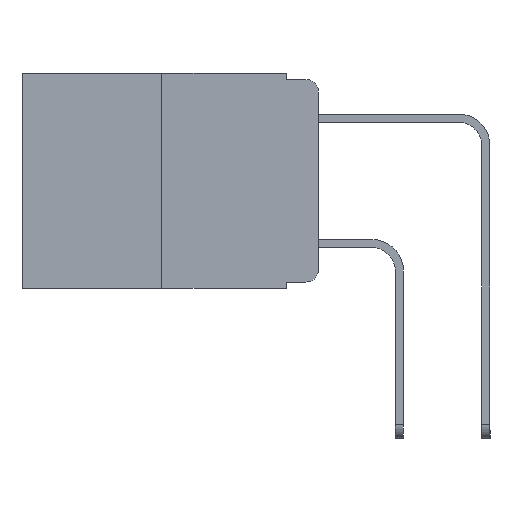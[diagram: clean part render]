
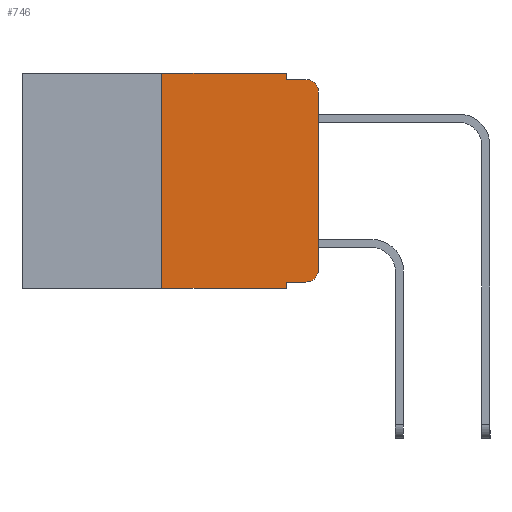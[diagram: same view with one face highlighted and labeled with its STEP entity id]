
A CAD part, left-side view. The second image highlights one B-rep face of the part: STEP entity #746.
In plain terms, the highlighted planar face has unit normal (-1, 0, 0).
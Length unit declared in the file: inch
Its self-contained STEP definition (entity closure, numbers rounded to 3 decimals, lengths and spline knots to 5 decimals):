
#2 = LINE ( 'NONE', #4063, #17200 ) ;
#215 = CARTESIAN_POINT ( 'NONE',  ( 0., 0., -0.03 ) ) ;
#596 = DIRECTION ( 'NONE',  ( 0., -1., 0. ) ) ;
#746 = ADVANCED_FACE ( 'NONE', ( #1744 ), #5713, .F. ) ;
#790 = DIRECTION ( 'NONE',  ( 0., -1., 0. ) ) ;
#851 = EDGE_CURVE ( 'NONE', #17979, #16356, #12760, .T. ) ;
#880 = VECTOR ( 'NONE', #596, 39.37008 ) ;
#912 = CARTESIAN_POINT ( 'NONE',  ( 0., 0.25, 0. ) ) ;
#1099 = VECTOR ( 'NONE', #11711, 39.37008 ) ;
#1278 = CARTESIAN_POINT ( 'NONE',  ( 0., 0.473, -0.343 ) ) ;
#1619 = LINE ( 'NONE', #20119, #11368 ) ;
#1643 = VERTEX_POINT ( 'NONE', #215 ) ;
#1744 = FACE_OUTER_BOUND ( 'NONE', #3336, .T. ) ;
#1777 = VECTOR ( 'NONE', #16408, 39.37008 ) ;
#1787 = EDGE_CURVE ( 'NONE', #13901, #5818, #13533, .T. ) ;
#2065 = EDGE_CURVE ( 'NONE', #17743, #17979, #2, .T. ) ;
#2168 = CARTESIAN_POINT ( 'NONE',  ( 0., 0.051, 0. ) ) ;
#2246 = DIRECTION ( 'NONE',  ( 0., 0., -1. ) ) ;
#2935 = VERTEX_POINT ( 'NONE', #17670 ) ;
#2956 = DIRECTION ( 'NONE',  ( -1., 0., 0. ) ) ;
#3074 = CARTESIAN_POINT ( 'NONE',  ( 0., 0.25, -0.343 ) ) ;
#3184 = AXIS2_PLACEMENT_3D ( 'NONE', #12986, #6629, #14999 ) ;
#3336 = EDGE_LOOP ( 'NONE', ( #8937, #12042, #12154, #12683, #13154, #13543, #13568, #14763, #14950, #15738 ) ) ;
#4063 = CARTESIAN_POINT ( 'NONE',  ( 0., 0.051, -0.333 ) ) ;
#5010 = CARTESIAN_POINT ( 'NONE',  ( 0., 0.02, -0.333 ) ) ;
#5713 = PLANE ( 'NONE',  #3184 ) ;
#5818 = VERTEX_POINT ( 'NONE', #9115 ) ;
#6107 = CARTESIAN_POINT ( 'NONE',  ( 0., 0.02, -0.03 ) ) ;
#6361 = LINE ( 'NONE', #13016, #1777 ) ;
#6499 = DIRECTION ( 'NONE',  ( 0., 0., -1. ) ) ;
#6629 = DIRECTION ( 'NONE',  ( 1., 0., 0. ) ) ;
#6665 = EDGE_CURVE ( 'NONE', #17743, #10772, #6361, .T. ) ;
#7834 = EDGE_CURVE ( 'NONE', #18729, #13901, #18290, .T. ) ;
#7840 = DIRECTION ( 'NONE',  ( 0., 0., -1. ) ) ;
#7886 = DIRECTION ( 'NONE',  ( 0., 0., 1. ) ) ;
#8798 = AXIS2_PLACEMENT_3D ( 'NONE', #6107, #17986, #7840 ) ;
#8817 = CARTESIAN_POINT ( 'NONE',  ( 0., 0., 0. ) ) ;
#8937 = ORIENTED_EDGE ( 'NONE', *, *, #14682, .T. ) ;
#9115 = CARTESIAN_POINT ( 'NONE',  ( 0., 0.051, 0. ) ) ;
#10079 = DIRECTION ( 'NONE',  ( 0., -1., 0. ) ) ;
#10095 = AXIS2_PLACEMENT_3D ( 'NONE', #14336, #2956, #6499 ) ;
#10151 = EDGE_CURVE ( 'NONE', #5818, #16357, #12705, .T. ) ;
#10469 = EDGE_CURVE ( 'NONE', #18729, #10772, #19759, .T. ) ;
#10507 = CIRCLE ( 'NONE', #8798, 0.02 ) ;
#10576 = DIRECTION ( 'NONE',  ( 0., 0., 1. ) ) ;
#10583 = CARTESIAN_POINT ( 'NONE',  ( 0., 0.473, 0. ) ) ;
#10772 = VERTEX_POINT ( 'NONE', #16105 ) ;
#11329 = EDGE_CURVE ( 'NONE', #16357, #2935, #1619, .T. ) ;
#11368 = VECTOR ( 'NONE', #10079, 39.37008 ) ;
#11711 = DIRECTION ( 'NONE',  ( 0., -1., 0. ) ) ;
#12042 = ORIENTED_EDGE ( 'NONE', *, *, #12424, .T. ) ;
#12154 = ORIENTED_EDGE ( 'NONE', *, *, #11329, .F. ) ;
#12424 = EDGE_CURVE ( 'NONE', #1643, #2935, #10507, .T. ) ;
#12683 = ORIENTED_EDGE ( 'NONE', *, *, #10151, .F. ) ;
#12705 = LINE ( 'NONE', #2168, #16131 ) ;
#12760 = CIRCLE ( 'NONE', #10095, 0.02 ) ;
#12986 = CARTESIAN_POINT ( 'NONE',  ( 0., 0.473, 0. ) ) ;
#13016 = CARTESIAN_POINT ( 'NONE',  ( 0., 0.051, 0. ) ) ;
#13154 = ORIENTED_EDGE ( 'NONE', *, *, #1787, .F. ) ;
#13533 = LINE ( 'NONE', #10583, #880 ) ;
#13543 = ORIENTED_EDGE ( 'NONE', *, *, #7834, .F. ) ;
#13568 = ORIENTED_EDGE ( 'NONE', *, *, #10469, .T. ) ;
#13835 = VECTOR ( 'NONE', #7886, 39.37008 ) ;
#13901 = VERTEX_POINT ( 'NONE', #18269 ) ;
#14336 = CARTESIAN_POINT ( 'NONE',  ( 0., 0.02, -0.313 ) ) ;
#14682 = EDGE_CURVE ( 'NONE', #16356, #1643, #19622, .T. ) ;
#14763 = ORIENTED_EDGE ( 'NONE', *, *, #6665, .F. ) ;
#14950 = ORIENTED_EDGE ( 'NONE', *, *, #2065, .T. ) ;
#14999 = DIRECTION ( 'NONE',  ( 0., 0., -1. ) ) ;
#15738 = ORIENTED_EDGE ( 'NONE', *, *, #851, .T. ) ;
#16105 = CARTESIAN_POINT ( 'NONE',  ( 0., 0.051, -0.343 ) ) ;
#16131 = VECTOR ( 'NONE', #2246, 39.37008 ) ;
#16356 = VERTEX_POINT ( 'NONE', #17512 ) ;
#16357 = VERTEX_POINT ( 'NONE', #17587 ) ;
#16408 = DIRECTION ( 'NONE',  ( 0., 0., -1. ) ) ;
#17200 = VECTOR ( 'NONE', #790, 39.37008 ) ;
#17512 = CARTESIAN_POINT ( 'NONE',  ( 0., 0., -0.313 ) ) ;
#17587 = CARTESIAN_POINT ( 'NONE',  ( 0., 0.051, -0.01 ) ) ;
#17670 = CARTESIAN_POINT ( 'NONE',  ( 0., 0.02, -0.01 ) ) ;
#17743 = VERTEX_POINT ( 'NONE', #21352 ) ;
#17979 = VERTEX_POINT ( 'NONE', #5010 ) ;
#17986 = DIRECTION ( 'NONE',  ( -1., 0., 0. ) ) ;
#18269 = CARTESIAN_POINT ( 'NONE',  ( 0., 0.25, 0. ) ) ;
#18290 = LINE ( 'NONE', #912, #13835 ) ;
#18729 = VERTEX_POINT ( 'NONE', #3074 ) ;
#19622 = LINE ( 'NONE', #8817, #20127 ) ;
#19759 = LINE ( 'NONE', #1278, #1099 ) ;
#20119 = CARTESIAN_POINT ( 'NONE',  ( 0., 0.051, -0.01 ) ) ;
#20127 = VECTOR ( 'NONE', #10576, 39.37008 ) ;
#21352 = CARTESIAN_POINT ( 'NONE',  ( 0., 0.051, -0.333 ) ) ;
